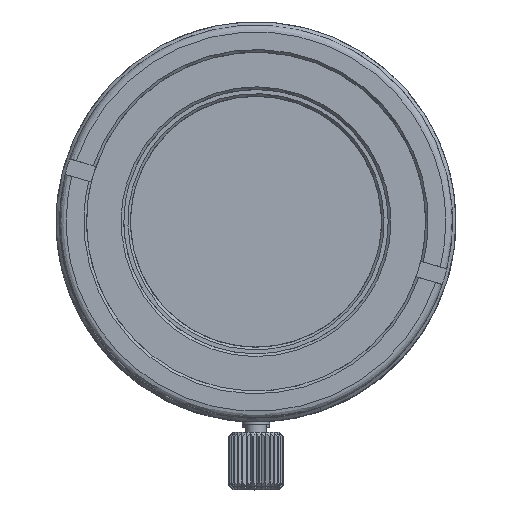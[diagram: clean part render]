
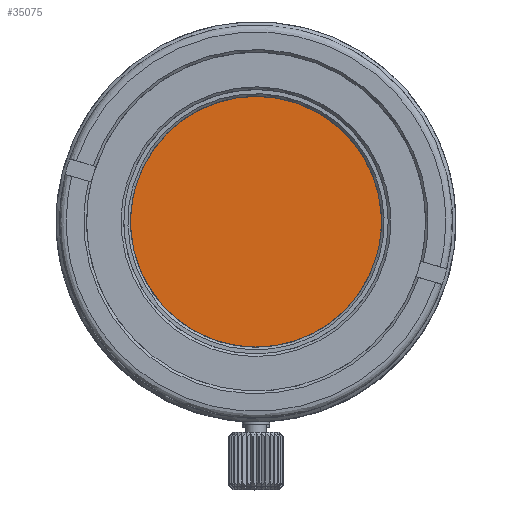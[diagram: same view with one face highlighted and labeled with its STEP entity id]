
A CAD part, top view. The second image highlights one B-rep face of the part: STEP entity #35075.
In plain terms, the highlighted free-form (B-spline) face has degree [1, 1] with [2, 2] control points.
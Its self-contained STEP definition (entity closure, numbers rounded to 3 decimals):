
#422 = CARTESIAN_POINT ( 'NONE',  ( -4.791, 1.94, 15.3 ) ) ;
#1097 = CARTESIAN_POINT ( 'NONE',  ( -4.791, 1.94, 15.3 ) ) ;
#2183 = CARTESIAN_POINT ( 'NONE',  ( 13.45, 8.712, 15.3 ) ) ;
#4699 = EDGE_CURVE ( 'NONE', #29113, #12340, #18138, .T. ) ;
#5183 = CARTESIAN_POINT ( 'NONE',  ( 13.45, -10.01, 15.3 ) ) ;
#6402 = B_SPLINE_SURFACE_WITH_KNOTS ( 'NONE', 1, 1, ( 
 ( #5183, #2183 ),
 ( #29199, #13583 ) ),
 .UNSPECIFIED., .F., .F., .F.,
 ( 2, 2 ),
 ( 2, 2 ),
 ( 0., 1. ),
 ( 0., 1. ),
 .UNSPECIFIED. ) ;
#7567 = CARTESIAN_POINT ( 'NONE',  ( 12.969, -3.238, 15.3 ) ) ;
#8703 = CARTESIAN_POINT ( 'NONE',  ( -4.791, 1.94, 15.3 ) ) ;
#9622 = CARTESIAN_POINT ( 'NONE',  ( 0.387, 19.701, 15.3 ) ) ;
#10098 = CARTESIAN_POINT ( 'NONE',  ( 6.702, -11.046, 15.3 ) ) ;
#10695 = CARTESIAN_POINT ( 'NONE',  ( 11.453, -8.44, 15.3 ) ) ;
#12340 = VERTEX_POINT ( 'NONE', #7567 ) ;
#13583 = CARTESIAN_POINT ( 'NONE',  ( -5.272, 8.712, 15.3 ) ) ;
#14369 = FACE_OUTER_BOUND ( 'NONE', #34795, .T. ) ;
#14502 = ORIENTED_EDGE ( 'NONE', *, *, #4699, .F. ) ;
#16020 = CARTESIAN_POINT ( 'NONE',  ( 18.147, 14.523, 15.3 ) ) ;
#16366 = EDGE_CURVE ( 'NONE', #12340, #29113, #24911, .T. ) ;
#18138 =( BOUNDED_CURVE ( )  B_SPLINE_CURVE ( 3, ( #422, #9622, #16020, #21828 ),
 .UNSPECIFIED., .F., .F. ) 
 B_SPLINE_CURVE_WITH_KNOTS ( ( 4, 4 ),
 ( -9.141, -6. ),
 .UNSPECIFIED. ) 
 CURVE ( )  GEOMETRIC_REPRESENTATION_ITEM ( )  RATIONAL_B_SPLINE_CURVE ( ( 1., 0.333, 0.333, 1. ) ) 
 REPRESENTATION_ITEM ( '' )  );
#19490 = CARTESIAN_POINT ( 'NONE',  ( 1.5, -9.529, 15.3 ) ) ;
#21828 = CARTESIAN_POINT ( 'NONE',  ( 12.969, -3.238, 15.3 ) ) ;
#23095 = CARTESIAN_POINT ( 'NONE',  ( -3.702, -8.013, 15.3 ) ) ;
#24911 =( BOUNDED_CURVE ( )  B_SPLINE_CURVE ( 3, ( #31512, #10695, #10098, #19490, #23095, #29111, #1097 ),
 .UNSPECIFIED., .F., .F. ) 
 B_SPLINE_CURVE_WITH_KNOTS ( ( 4, 3, 4 ),
 ( -6., -4.429, -2.858 ),
 .UNSPECIFIED. ) 
 CURVE ( )  GEOMETRIC_REPRESENTATION_ITEM ( )  RATIONAL_B_SPLINE_CURVE ( ( 1., 0.805, 0.805, 1., 0.805, 0.805, 1. ) ) 
 REPRESENTATION_ITEM ( '' )  );
#29111 = CARTESIAN_POINT ( 'NONE',  ( -6.308, -3.262, 15.3 ) ) ;
#29113 = VERTEX_POINT ( 'NONE', #8703 ) ;
#29199 = CARTESIAN_POINT ( 'NONE',  ( -5.272, -10.01, 15.3 ) ) ;
#31512 = CARTESIAN_POINT ( 'NONE',  ( 12.969, -3.238, 15.3 ) ) ;
#34795 = EDGE_LOOP ( 'NONE', ( #39383, #14502 ) ) ;
#35075 = ADVANCED_FACE ( 'NONE', ( #14369 ), #6402, .F. ) ;
#39383 = ORIENTED_EDGE ( 'NONE', *, *, #16366, .F. ) ;
